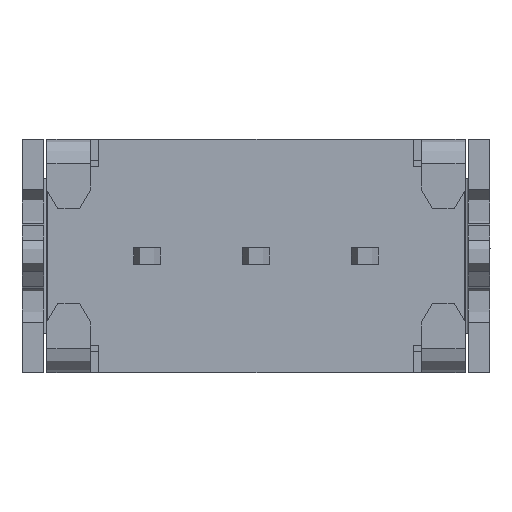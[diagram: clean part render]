
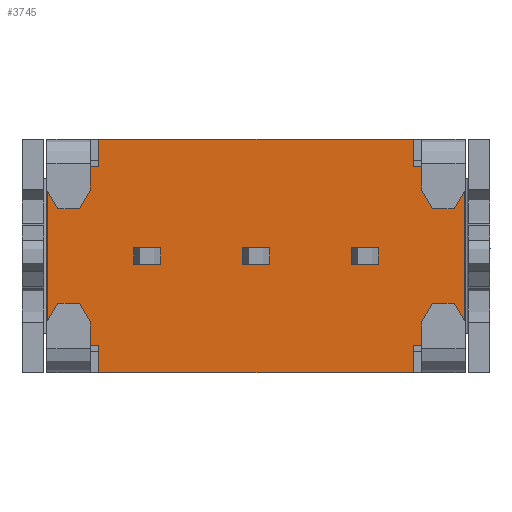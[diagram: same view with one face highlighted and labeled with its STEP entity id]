
A CAD part, front view. The second image highlights one B-rep face of the part: STEP entity #3745.
In plain terms, the highlighted planar face has unit normal (0, -1, 0).
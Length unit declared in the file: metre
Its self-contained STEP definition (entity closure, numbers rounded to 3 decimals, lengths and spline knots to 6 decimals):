
#163=FACE_BOUND('',#530,.T.);
#164=FACE_BOUND('',#531,.T.);
#165=FACE_BOUND('',#532,.T.);
#328=FACE_OUTER_BOUND('',#529,.T.);
#529=EDGE_LOOP('',(#3278,#3279,#3280,#3281,#3282,#3283,#3284,#3285,#3286,
#3287,#3288,#3289));
#530=EDGE_LOOP('',(#3290,#3291,#3292,#3293));
#531=EDGE_LOOP('',(#3294,#3295,#3296,#3297));
#532=EDGE_LOOP('',(#3298,#3299,#3300,#3301));
#686=LINE('',#5381,#1119);
#689=LINE('',#5388,#1122);
#699=LINE('',#5412,#1132);
#743=LINE('',#5531,#1176);
#755=LINE('',#5576,#1188);
#759=LINE('',#5585,#1192);
#873=LINE('',#6010,#1306);
#886=LINE('',#6037,#1319);
#892=LINE('',#6047,#1325);
#896=LINE('',#6055,#1329);
#925=LINE('',#6143,#1358);
#935=LINE('',#6207,#1368);
#945=LINE('',#6228,#1378);
#995=LINE('',#6425,#1428);
#999=LINE('',#6432,#1432);
#1007=LINE('',#6454,#1440);
#1021=LINE('',#6485,#1454);
#1023=LINE('',#6491,#1456);
#1024=LINE('',#6496,#1457);
#1025=LINE('',#6497,#1458);
#1026=LINE('',#6499,#1459);
#1027=LINE('',#6500,#1460);
#1028=LINE('',#6502,#1461);
#1029=LINE('',#6503,#1462);
#1119=VECTOR('',#4134,1.);
#1122=VECTOR('',#4139,1.);
#1132=VECTOR('',#4157,1.);
#1176=VECTOR('',#4251,1.);
#1188=VECTOR('',#4275,1.);
#1192=VECTOR('',#4283,1.);
#1306=VECTOR('',#4511,1.);
#1319=VECTOR('',#4532,1.);
#1325=VECTOR('',#4540,1.);
#1329=VECTOR('',#4546,1.);
#1358=VECTOR('',#4609,1.);
#1368=VECTOR('',#4629,1.);
#1378=VECTOR('',#4647,1.);
#1428=VECTOR('',#4759,1.);
#1432=VECTOR('',#4765,1.);
#1440=VECTOR('',#4797,1.);
#1454=VECTOR('',#4835,1.);
#1456=VECTOR('',#4843,1.);
#1457=VECTOR('',#4852,1.);
#1458=VECTOR('',#4853,1.);
#1459=VECTOR('',#4854,1.);
#1460=VECTOR('',#4855,1.);
#1461=VECTOR('',#4856,1.);
#1462=VECTOR('',#4857,1.);
#1570=VERTEX_POINT('',#5378);
#1571=VERTEX_POINT('',#5380);
#1572=VERTEX_POINT('',#5384);
#1574=VERTEX_POINT('',#5387);
#1582=VERTEX_POINT('',#5408);
#1584=VERTEX_POINT('',#5411);
#1634=VERTEX_POINT('',#5530);
#1647=VERTEX_POINT('',#5572);
#1649=VERTEX_POINT('',#5575);
#1651=VERTEX_POINT('',#5581);
#1743=VERTEX_POINT('',#6008);
#1753=VERTEX_POINT('',#6035);
#1756=VERTEX_POINT('',#6046);
#1758=VERTEX_POINT('',#6052);
#1759=VERTEX_POINT('',#6054);
#1779=VERTEX_POINT('',#6142);
#1786=VERTEX_POINT('',#6205);
#1792=VERTEX_POINT('',#6225);
#1793=VERTEX_POINT('',#6227);
#1817=VERTEX_POINT('',#6431);
#1819=VERTEX_POINT('',#6453);
#1825=VERTEX_POINT('',#6489);
#1826=VERTEX_POINT('',#6498);
#1827=VERTEX_POINT('',#6501);
#1934=EDGE_CURVE('',#1570,#1571,#686,.T.);
#1937=EDGE_CURVE('',#1572,#1574,#689,.T.);
#1948=EDGE_CURVE('',#1582,#1584,#699,.T.);
#2005=EDGE_CURVE('',#1584,#1634,#743,.T.);
#2021=EDGE_CURVE('',#1647,#1649,#755,.T.);
#2026=EDGE_CURVE('',#1651,#1574,#759,.T.);
#2168=EDGE_CURVE('',#1570,#1743,#873,.T.);
#2182=EDGE_CURVE('',#1753,#1572,#886,.T.);
#2188=EDGE_CURVE('',#1756,#1651,#892,.T.);
#2192=EDGE_CURVE('',#1758,#1759,#896,.T.);
#2228=EDGE_CURVE('',#1759,#1779,#925,.T.);
#2242=EDGE_CURVE('',#1753,#1786,#935,.T.);
#2254=EDGE_CURVE('',#1793,#1792,#945,.T.);
#2316=EDGE_CURVE('',#1786,#1571,#995,.T.);
#2320=EDGE_CURVE('',#1817,#1793,#999,.T.);
#2330=EDGE_CURVE('',#1649,#1819,#1007,.T.);
#2347=EDGE_CURVE('',#1792,#1756,#1021,.T.);
#2349=EDGE_CURVE('',#1825,#1582,#1023,.T.);
#2350=EDGE_CURVE('',#1817,#1743,#1024,.T.);
#2351=EDGE_CURVE('',#1634,#1825,#1025,.T.);
#2352=EDGE_CURVE('',#1819,#1826,#1026,.T.);
#2353=EDGE_CURVE('',#1826,#1647,#1027,.T.);
#2354=EDGE_CURVE('',#1827,#1758,#1028,.T.);
#2355=EDGE_CURVE('',#1827,#1779,#1029,.T.);
#3278=ORIENTED_EDGE('',*,*,#2316,.T.);
#3279=ORIENTED_EDGE('',*,*,#1934,.F.);
#3280=ORIENTED_EDGE('',*,*,#2168,.T.);
#3281=ORIENTED_EDGE('',*,*,#2350,.F.);
#3282=ORIENTED_EDGE('',*,*,#2320,.T.);
#3283=ORIENTED_EDGE('',*,*,#2254,.T.);
#3284=ORIENTED_EDGE('',*,*,#2347,.T.);
#3285=ORIENTED_EDGE('',*,*,#2188,.T.);
#3286=ORIENTED_EDGE('',*,*,#2026,.T.);
#3287=ORIENTED_EDGE('',*,*,#1937,.F.);
#3288=ORIENTED_EDGE('',*,*,#2182,.F.);
#3289=ORIENTED_EDGE('',*,*,#2242,.T.);
#3290=ORIENTED_EDGE('',*,*,#2005,.F.);
#3291=ORIENTED_EDGE('',*,*,#1948,.F.);
#3292=ORIENTED_EDGE('',*,*,#2349,.F.);
#3293=ORIENTED_EDGE('',*,*,#2351,.F.);
#3294=ORIENTED_EDGE('',*,*,#2352,.F.);
#3295=ORIENTED_EDGE('',*,*,#2330,.F.);
#3296=ORIENTED_EDGE('',*,*,#2021,.F.);
#3297=ORIENTED_EDGE('',*,*,#2353,.F.);
#3298=ORIENTED_EDGE('',*,*,#2192,.F.);
#3299=ORIENTED_EDGE('',*,*,#2354,.F.);
#3300=ORIENTED_EDGE('',*,*,#2355,.T.);
#3301=ORIENTED_EDGE('',*,*,#2228,.F.);
#3560=PLANE('',#3994);
#3745=ADVANCED_FACE('',(#328,#163,#164,#165),#3560,.T.);
#3994=AXIS2_PLACEMENT_3D('',#6495,#4850,#4851);
#4134=DIRECTION('',(0.,0.,1.));
#4139=DIRECTION('',(0.,0.,-1.));
#4157=DIRECTION('',(0.,0.,1.));
#4251=DIRECTION('',(-1.,0.,0.));
#4275=DIRECTION('',(1.,0.,0.));
#4283=DIRECTION('',(-1.,0.,0.));
#4511=DIRECTION('',(1.,0.,0.));
#4532=DIRECTION('',(1.,0.,0.));
#4540=DIRECTION('',(0.,0.,1.));
#4546=DIRECTION('',(-1.,0.,0.));
#4609=DIRECTION('',(0.,0.,-1.));
#4629=DIRECTION('',(0.,0.,-1.));
#4647=DIRECTION('',(0.,0.,1.));
#4759=DIRECTION('',(-1.,0.,0.));
#4765=DIRECTION('',(1.,0.,0.));
#4797=DIRECTION('',(0.,0.,1.));
#4835=DIRECTION('',(1.,0.,0.));
#4843=DIRECTION('',(1.,0.,0.));
#4850=DIRECTION('center_axis',(0.,-1.,0.));
#4851=DIRECTION('ref_axis',(0.,0.,-1.));
#4852=DIRECTION('',(0.,0.,1.));
#4853=DIRECTION('',(0.,0.,-1.));
#4854=DIRECTION('',(-1.,0.,0.));
#4855=DIRECTION('',(0.,0.,-1.));
#4856=DIRECTION('',(0.,0.,1.));
#4857=DIRECTION('',(-1.,0.,0.));
#5378=CARTESIAN_POINT('',(-0.00384,-0.0036,-0.00165));
#5380=CARTESIAN_POINT('',(-0.00384,-0.0036,0.00165));
#5381=CARTESIAN_POINT('',(-0.00384,-0.0036,-0.00165));
#5384=CARTESIAN_POINT('',(0.00289,-0.0036,0.00215));
#5387=CARTESIAN_POINT('',(0.00289,-0.0036,0.00165));
#5388=CARTESIAN_POINT('',(0.00289,-0.0036,0.00215));
#5408=CARTESIAN_POINT('',(0.00025,-0.0036,-0.00015));
#5411=CARTESIAN_POINT('',(0.00025,-0.0036,0.00015));
#5412=CARTESIAN_POINT('',(0.00025,-0.0036,-0.00015));
#5530=CARTESIAN_POINT('',(-0.00025,-0.0036,0.00015));
#5531=CARTESIAN_POINT('',(0.00025,-0.0036,0.00015));
#5572=CARTESIAN_POINT('',(-0.00225,-0.0036,-0.00015));
#5575=CARTESIAN_POINT('',(-0.00175,-0.0036,-0.00015));
#5576=CARTESIAN_POINT('',(-0.00225,-0.0036,-0.00015));
#5581=CARTESIAN_POINT('',(0.00384,-0.0036,0.00165));
#5585=CARTESIAN_POINT('',(0.00384,-0.0036,0.00165));
#6008=CARTESIAN_POINT('',(-0.00289,-0.0036,-0.00165));
#6010=CARTESIAN_POINT('',(-0.00384,-0.0036,-0.00165));
#6035=CARTESIAN_POINT('',(-0.00289,-0.0036,0.00215));
#6037=CARTESIAN_POINT('',(-0.00289,-0.0036,0.00215));
#6046=CARTESIAN_POINT('',(0.00384,-0.0036,-0.00165));
#6047=CARTESIAN_POINT('',(0.00384,-0.0036,-0.00165));
#6052=CARTESIAN_POINT('',(0.00225,-0.0036,0.00015));
#6054=CARTESIAN_POINT('',(0.00175,-0.0036,0.00015));
#6055=CARTESIAN_POINT('',(0.00225,-0.0036,0.00015));
#6142=CARTESIAN_POINT('',(0.00175,-0.0036,-0.00015));
#6143=CARTESIAN_POINT('',(0.00175,-0.0036,0.00015));
#6205=CARTESIAN_POINT('',(-0.00289,-0.0036,0.00165));
#6207=CARTESIAN_POINT('',(-0.00289,-0.0036,0.00215));
#6225=CARTESIAN_POINT('',(0.00289,-0.0036,-0.00165));
#6227=CARTESIAN_POINT('',(0.00289,-0.0036,-0.00215));
#6228=CARTESIAN_POINT('',(0.00289,-0.0036,-0.00215));
#6425=CARTESIAN_POINT('',(-0.00289,-0.0036,0.00165));
#6431=CARTESIAN_POINT('',(-0.00289,-0.0036,-0.00215));
#6432=CARTESIAN_POINT('',(-0.00289,-0.0036,-0.00215));
#6453=CARTESIAN_POINT('',(-0.00175,-0.0036,0.00015));
#6454=CARTESIAN_POINT('',(-0.00175,-0.0036,-0.00015));
#6485=CARTESIAN_POINT('',(0.00289,-0.0036,-0.00165));
#6489=CARTESIAN_POINT('',(-0.00025,-0.0036,-0.00015));
#6491=CARTESIAN_POINT('',(-0.00025,-0.0036,-0.00015));
#6495=CARTESIAN_POINT('Origin',(-0.00384,-0.0036,
-0.00215));
#6496=CARTESIAN_POINT('',(-0.00289,-0.0036,-0.00215));
#6497=CARTESIAN_POINT('',(-0.00025,-0.0036,0.00015));
#6498=CARTESIAN_POINT('',(-0.00225,-0.0036,0.00015));
#6499=CARTESIAN_POINT('',(-0.00175,-0.0036,0.00015));
#6500=CARTESIAN_POINT('',(-0.00225,-0.0036,0.00015));
#6501=CARTESIAN_POINT('',(0.00225,-0.0036,-0.00015));
#6502=CARTESIAN_POINT('',(0.00225,-0.0036,-0.00015));
#6503=CARTESIAN_POINT('',(0.00225,-0.0036,-0.00015));
